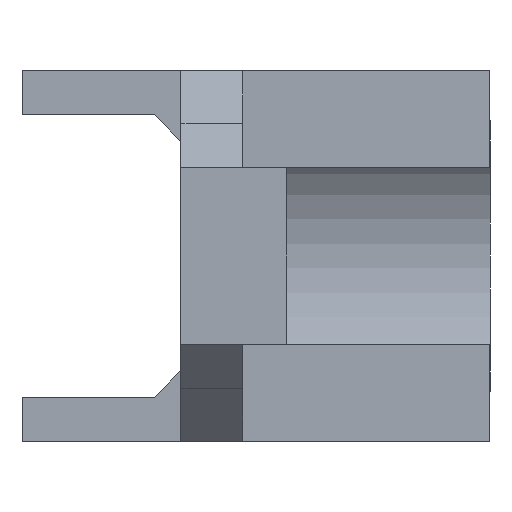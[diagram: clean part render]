
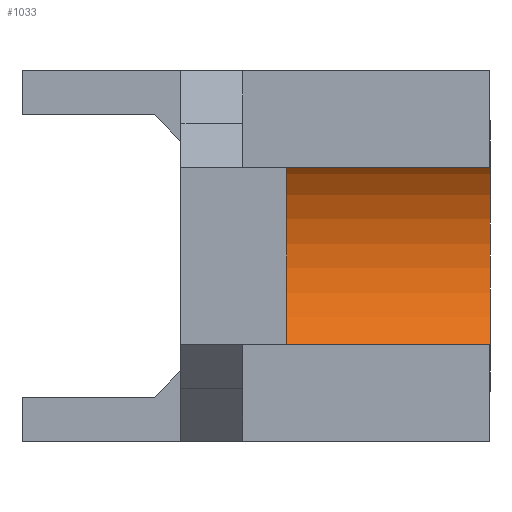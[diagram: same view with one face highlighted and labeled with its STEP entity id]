
A CAD part, left-side view. The second image highlights one B-rep face of the part: STEP entity #1033.
In plain terms, the highlighted cylindrical face has radius 16.5 mm (diameter 33 mm), a partial arc.
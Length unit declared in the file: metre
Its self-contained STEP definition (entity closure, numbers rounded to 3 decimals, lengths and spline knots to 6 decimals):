
#53=LINE('',#1455,#171);
#54=LINE('',#1459,#172);
#171=VECTOR('',#1182,1.);
#172=VECTOR('',#1185,1.);
#289=ORIENTED_EDGE('',*,*,#573,.F.);
#290=ORIENTED_EDGE('',*,*,#574,.F.);
#291=ORIENTED_EDGE('',*,*,#575,.T.);
#292=ORIENTED_EDGE('',*,*,#576,.T.);
#573=EDGE_CURVE('',#715,#716,#817,.T.);
#574=EDGE_CURVE('',#717,#715,#53,.T.);
#575=EDGE_CURVE('',#717,#718,#818,.T.);
#576=EDGE_CURVE('',#718,#716,#54,.T.);
#715=VERTEX_POINT('',#1453);
#716=VERTEX_POINT('',#1454);
#717=VERTEX_POINT('',#1456);
#718=VERTEX_POINT('',#1458);
#817=CIRCLE('',#1100,0.0165);
#818=CIRCLE('',#1101,0.0165);
#841=EDGE_LOOP('',(#289,#290,#291,#292));
#931=FACE_BOUND('',#841,.T.);
#1021=CYLINDRICAL_SURFACE('',#1099,0.0165);
#1033=ADVANCED_FACE('',(#931),#1021,.F.);
#1099=AXIS2_PLACEMENT_3D('',#1451,#1178,#1179);
#1100=AXIS2_PLACEMENT_3D('',#1452,#1180,#1181);
#1101=AXIS2_PLACEMENT_3D('',#1457,#1183,#1184);
#1178=DIRECTION('',(0.,-1.,0.));
#1179=DIRECTION('',(1.,0.,0.));
#1180=DIRECTION('',(0.,-1.,0.));
#1181=DIRECTION('',(1.,0.,0.));
#1182=DIRECTION('',(0.,1.,0.));
#1183=DIRECTION('',(0.,-1.,0.));
#1184=DIRECTION('',(1.,0.,0.));
#1185=DIRECTION('',(0.,1.,0.));
#1451=CARTESIAN_POINT('',(0.1515,-0.011,0.));
#1452=CARTESIAN_POINT('',(0.1515,-0.018,0.));
#1453=CARTESIAN_POINT('',(0.138376,-0.018,-0.01));
#1454=CARTESIAN_POINT('',(0.138376,-0.018,0.01));
#1455=CARTESIAN_POINT('',(0.138376,-0.046,-0.01));
#1456=CARTESIAN_POINT('',(0.138376,-0.046,-0.01));
#1457=CARTESIAN_POINT('',(0.1515,-0.046,0.));
#1458=CARTESIAN_POINT('',(0.138376,-0.046,0.01));
#1459=CARTESIAN_POINT('',(0.138376,-0.046,0.01));
